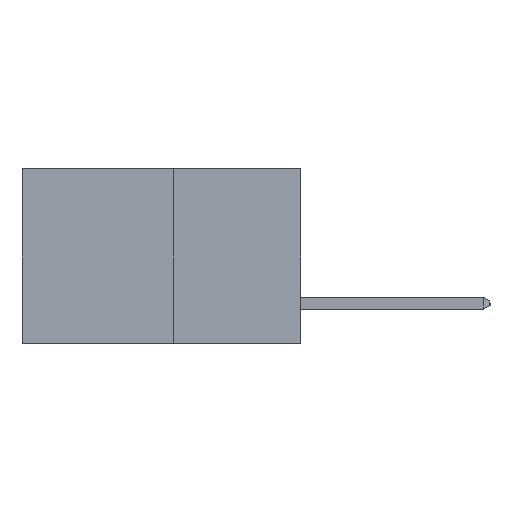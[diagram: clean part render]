
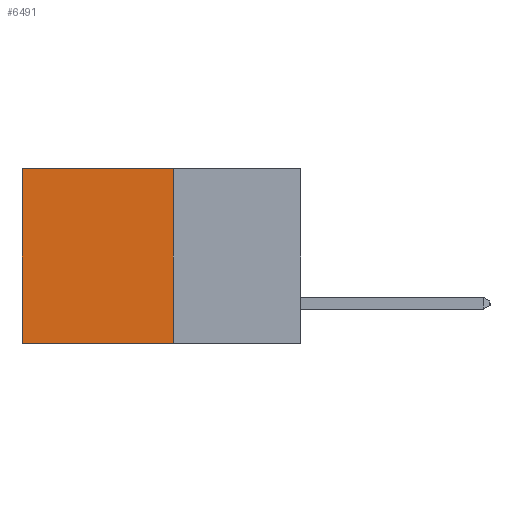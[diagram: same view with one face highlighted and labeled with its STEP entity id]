
A CAD part, left-side view. The second image highlights one B-rep face of the part: STEP entity #6491.
In plain terms, the highlighted planar face has unit normal (-1, 0, 0).
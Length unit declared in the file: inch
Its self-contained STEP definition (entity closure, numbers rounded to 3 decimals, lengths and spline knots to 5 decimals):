
#157 = EDGE_CURVE ( 'NONE', #14504, #14129, #11545, .T. ) ;
#355 = DIRECTION ( 'NONE',  ( 0., 0., -1. ) ) ;
#365 = EDGE_CURVE ( 'NONE', #2647, #14129, #9154, .T. ) ;
#1155 = CARTESIAN_POINT ( 'NONE',  ( 0.277, 0.27, -0.37 ) ) ;
#1263 = CARTESIAN_POINT ( 'NONE',  ( 0.277, 0.59, 0. ) ) ;
#2547 = VECTOR ( 'NONE', #9733, 39.37008 ) ;
#2647 = VERTEX_POINT ( 'NONE', #8526 ) ;
#2704 = ORIENTED_EDGE ( 'NONE', *, *, #157, .T. ) ;
#2746 = PLANE ( 'NONE',  #5137 ) ;
#3033 = CARTESIAN_POINT ( 'NONE',  ( 0.277, 0.59, -0.37 ) ) ;
#3926 = DIRECTION ( 'NONE',  ( 0., 0., -1. ) ) ;
#4299 = FACE_OUTER_BOUND ( 'NONE', #13205, .T. ) ;
#4519 = LINE ( 'NONE', #4851, #10735 ) ;
#4851 = CARTESIAN_POINT ( 'NONE',  ( 0.277, 0.27, 0. ) ) ;
#5137 = AXIS2_PLACEMENT_3D ( 'NONE', #5154, #7484, #355 ) ;
#5154 = CARTESIAN_POINT ( 'NONE',  ( 0.277, 0.27, -0.37 ) ) ;
#5686 = ORIENTED_EDGE ( 'NONE', *, *, #12590, .T. ) ;
#6491 = ADVANCED_FACE ( 'NONE', ( #4299 ), #2746, .F. ) ;
#6893 = ORIENTED_EDGE ( 'NONE', *, *, #365, .F. ) ;
#6942 = VECTOR ( 'NONE', #14539, 39.37008 ) ;
#7484 = DIRECTION ( 'NONE',  ( 1., 0., 0. ) ) ;
#8358 = DIRECTION ( 'NONE',  ( 0., 1., 0. ) ) ;
#8526 = CARTESIAN_POINT ( 'NONE',  ( 0.277, 0.27, -0.37 ) ) ;
#8673 = CARTESIAN_POINT ( 'NONE',  ( 0.277, 0.27, -0.37 ) ) ;
#9140 = CARTESIAN_POINT ( 'NONE',  ( 0.277, 0.27, 0. ) ) ;
#9154 = LINE ( 'NONE', #1155, #2547 ) ;
#9733 = DIRECTION ( 'NONE',  ( 0., 1., 0. ) ) ;
#10051 = LINE ( 'NONE', #8673, #6942 ) ;
#10249 = EDGE_CURVE ( 'NONE', #11772, #2647, #10051, .T. ) ;
#10735 = VECTOR ( 'NONE', #8358, 39.37008 ) ;
#11545 = LINE ( 'NONE', #14069, #14274 ) ;
#11772 = VERTEX_POINT ( 'NONE', #9140 ) ;
#12590 = EDGE_CURVE ( 'NONE', #11772, #14504, #4519, .T. ) ;
#13205 = EDGE_LOOP ( 'NONE', ( #2704, #6893, #13421, #5686 ) ) ;
#13421 = ORIENTED_EDGE ( 'NONE', *, *, #10249, .F. ) ;
#14069 = CARTESIAN_POINT ( 'NONE',  ( 0.277, 0.59, -0.37 ) ) ;
#14129 = VERTEX_POINT ( 'NONE', #3033 ) ;
#14274 = VECTOR ( 'NONE', #3926, 39.37008 ) ;
#14504 = VERTEX_POINT ( 'NONE', #1263 ) ;
#14539 = DIRECTION ( 'NONE',  ( 0., 0., -1. ) ) ;
